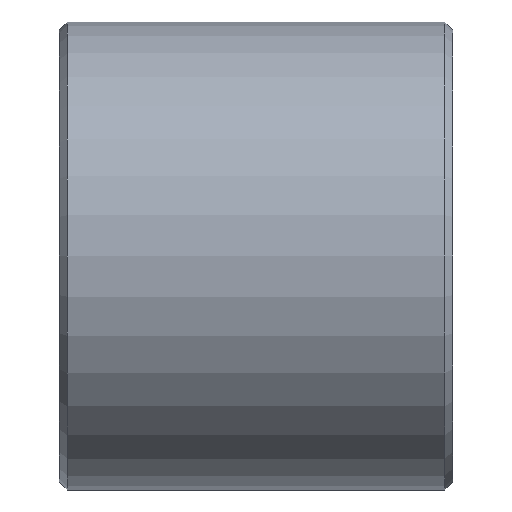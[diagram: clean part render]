
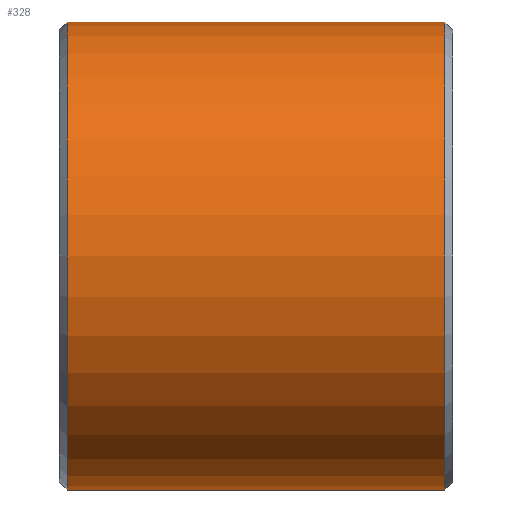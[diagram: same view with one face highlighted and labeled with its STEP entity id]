
A CAD part, left-side view. The second image highlights one B-rep face of the part: STEP entity #328.
In plain terms, the highlighted cylindrical face has radius 2.975 mm (diameter 5.95 mm), a partial arc.
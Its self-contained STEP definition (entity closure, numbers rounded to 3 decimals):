
#25 = DIRECTION ( 'NONE',  ( 0., 0., 1. ) ) ;
#30 = AXIS2_PLACEMENT_3D ( 'NONE', #202, #309, #305 ) ;
#33 = CARTESIAN_POINT ( 'NONE',  ( 0., 2.4, -2.975 ) ) ;
#62 = CARTESIAN_POINT ( 'NONE',  ( 0., -2.4, 0. ) ) ;
#102 = DIRECTION ( 'NONE',  ( 0., -1., 0. ) ) ;
#104 = ORIENTED_EDGE ( 'NONE', *, *, #313, .F. ) ;
#131 = AXIS2_PLACEMENT_3D ( 'NONE', #62, #409, #25 ) ;
#140 = LINE ( 'NONE', #201, #289 ) ;
#147 = EDGE_LOOP ( 'NONE', ( #104, #405, #158, #418 ) ) ;
#158 = ORIENTED_EDGE ( 'NONE', *, *, #306, .T. ) ;
#166 = CARTESIAN_POINT ( 'NONE',  ( 0., -2.4, -2.975 ) ) ;
#167 = CARTESIAN_POINT ( 'NONE',  ( 0., 2.5, -2.975 ) ) ;
#168 = VERTEX_POINT ( 'NONE', #402 ) ;
#200 = DIRECTION ( 'NONE',  ( 0., -1., 0. ) ) ;
#201 = CARTESIAN_POINT ( 'NONE',  ( 0., 2.5, 2.975 ) ) ;
#202 = CARTESIAN_POINT ( 'NONE',  ( 0., 2.4, 0. ) ) ;
#235 = CARTESIAN_POINT ( 'NONE',  ( 0., 2.5, 0. ) ) ;
#240 = DIRECTION ( 'NONE',  ( 0., 0., -1. ) ) ;
#245 = CYLINDRICAL_SURFACE ( 'NONE', #399, 2.975 ) ;
#258 = EDGE_CURVE ( 'NONE', #293, #168, #410, .T. ) ;
#278 = VERTEX_POINT ( 'NONE', #33 ) ;
#289 = VECTOR ( 'NONE', #102, 1000. ) ;
#293 = VERTEX_POINT ( 'NONE', #166 ) ;
#305 = DIRECTION ( 'NONE',  ( 0., 0., 1. ) ) ;
#306 = EDGE_CURVE ( 'NONE', #278, #293, #323, .T. ) ;
#309 = DIRECTION ( 'NONE',  ( 0., -1., 0. ) ) ;
#310 = EDGE_CURVE ( 'NONE', #396, #278, #398, .T. ) ;
#313 = EDGE_CURVE ( 'NONE', #396, #168, #140, .T. ) ;
#323 = LINE ( 'NONE', #167, #362 ) ;
#328 = ADVANCED_FACE ( 'NONE', ( #421 ), #245, .T. ) ;
#350 = DIRECTION ( 'NONE',  ( 0., -1., 0. ) ) ;
#362 = VECTOR ( 'NONE', #350, 1000. ) ;
#396 = VERTEX_POINT ( 'NONE', #448 ) ;
#398 = CIRCLE ( 'NONE', #30, 2.975 ) ;
#399 = AXIS2_PLACEMENT_3D ( 'NONE', #235, #200, #240 ) ;
#402 = CARTESIAN_POINT ( 'NONE',  ( 0., -2.4, 2.975 ) ) ;
#405 = ORIENTED_EDGE ( 'NONE', *, *, #310, .T. ) ;
#409 = DIRECTION ( 'NONE',  ( 0., 1., 0. ) ) ;
#410 = CIRCLE ( 'NONE', #131, 2.975 ) ;
#418 = ORIENTED_EDGE ( 'NONE', *, *, #258, .T. ) ;
#421 = FACE_OUTER_BOUND ( 'NONE', #147, .T. ) ;
#448 = CARTESIAN_POINT ( 'NONE',  ( 0., 2.4, 2.975 ) ) ;
